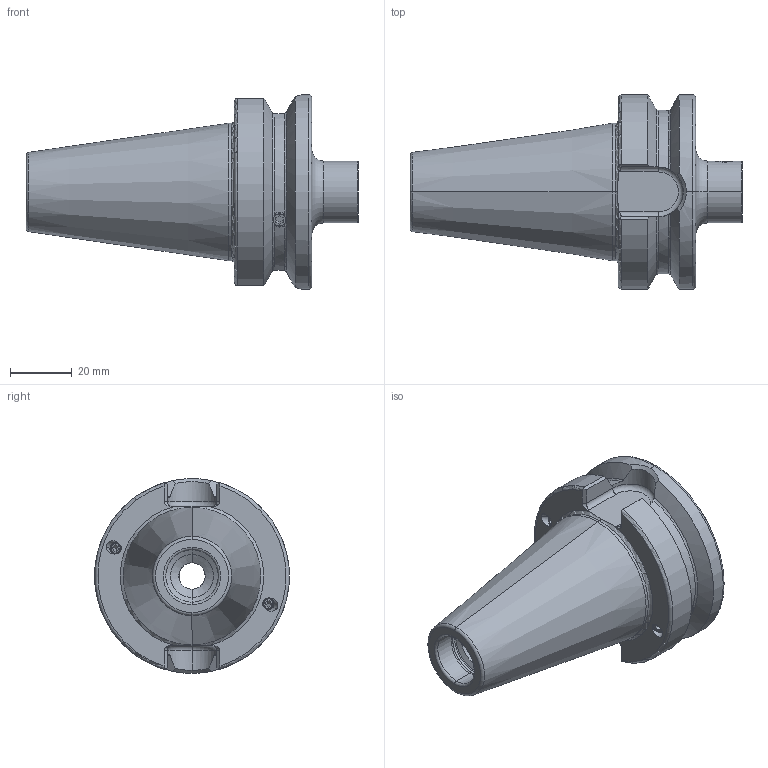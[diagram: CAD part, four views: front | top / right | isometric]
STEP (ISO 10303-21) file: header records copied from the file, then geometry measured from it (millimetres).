
FILE_DESCRIPTION (( 'STEP AP203' ), '1' );
FILE_NAME ('102.412.201.STEP', '2018-03-12T07:50:09', ( 'SWIAdmin' ), ( 'Hewlett-Packard Company' ), 'SwSTEP 2.0', 'SolidWorks 2017', '' );
FILE_SCHEMA (( 'CONFIG_CONTROL_DESIGN' ));
Length unit declared in the file: millimetre
Products named in the file (5): BB4-MB1.K01.042_B; 102.412.201; MB1-ER1.001.006_A; ISO 4026 - M4 x 5_PreviewCfg; ISO 4026 - M5 x 5_PreviewCfg
Assembly tree (5 placements, depth 2):
  102.412.201
    BB4-MB1.K01.042_B
    MB1-ER1.001.006_A
    ISO 4026 - M4 x 5_PreviewCfg  x2
    ISO 4026 - M5 x 5_PreviewCfg
Bounding box: 107.4 x 63 x 63 mm (x, y, z)
Volume: 126821.6 mm3; surface area: 24055 mm2
Topology: 5 solids, 5 shells, 223 faces, 535 edges, 324 vertices
Faces by surface type: cylinder 69, plane 68, cone 57, torus 27, bspline 2
Entity records: 7222 total; most frequent: CARTESIAN_POINT 1914, DIRECTION 1007, ORIENTED_EDGE 998, EDGE_CURVE 499, AXIS2_PLACEMENT_3D 399, VERTEX_POINT 304, EDGE_LOOP 223, VECTOR 209
